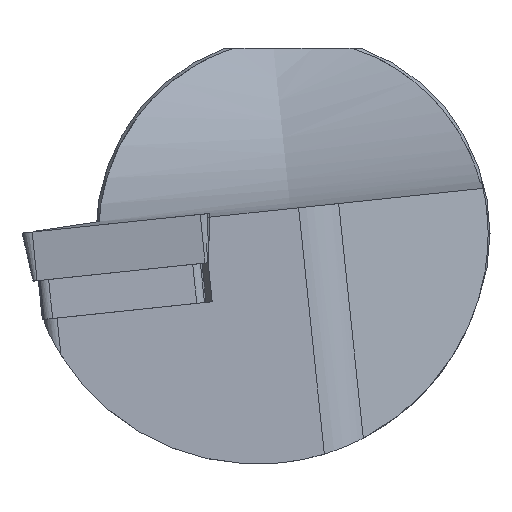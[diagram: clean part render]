
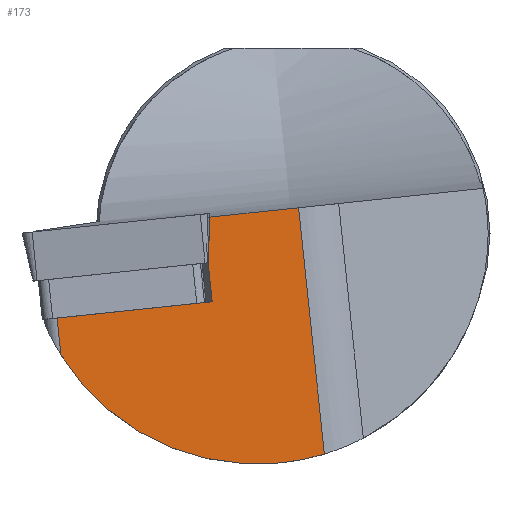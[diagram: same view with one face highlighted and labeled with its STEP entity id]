
A CAD part, left-side view. The second image highlights one B-rep face of the part: STEP entity #173.
In plain terms, the highlighted planar face has unit normal (-0.999, -0.052, 0.005).
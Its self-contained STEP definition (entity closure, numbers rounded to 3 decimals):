
#132=ELLIPSE('',#822,18.775,18.75);
#148=B_SPLINE_CURVE_WITH_KNOTS('',3,(#1220,#1221,#1222,#1223,#1224,#1225,
#1226),.UNSPECIFIED.,.F.,.F.,(4,3,4),(0.,0.977,1.),
 .UNSPECIFIED.);
#173=ADVANCED_FACE('',(#234),#204,.F.);
#204=PLANE('',#823);
#234=FACE_OUTER_BOUND('',#275,.T.);
#275=EDGE_LOOP('',(#489,#490,#491,#492,#493,#494,#495,#496));
#304=LINE('',#1063,#355);
#319=LINE('',#1573,#370);
#320=LINE('',#1580,#371);
#321=LINE('',#1583,#372);
#322=LINE('',#1586,#373);
#323=LINE('',#1587,#374);
#355=VECTOR('',#872,1.);
#370=VECTOR('',#939,1.);
#371=VECTOR('',#942,1.);
#372=VECTOR('',#943,1.);
#373=VECTOR('',#946,1.);
#374=VECTOR('',#947,1.);
#489=ORIENTED_EDGE('',*,*,#724,.T.);
#490=ORIENTED_EDGE('',*,*,#725,.F.);
#491=ORIENTED_EDGE('',*,*,#726,.T.);
#492=ORIENTED_EDGE('',*,*,#722,.T.);
#493=ORIENTED_EDGE('',*,*,#713,.T.);
#494=ORIENTED_EDGE('',*,*,#727,.T.);
#495=ORIENTED_EDGE('',*,*,#675,.T.);
#496=ORIENTED_EDGE('',*,*,#728,.T.);
#608=VERTEX_POINT('',#1062);
#609=VERTEX_POINT('',#1064);
#635=VERTEX_POINT('',#1218);
#637=VERTEX_POINT('',#1227);
#643=VERTEX_POINT('',#1574);
#644=VERTEX_POINT('',#1581);
#645=VERTEX_POINT('',#1582);
#646=VERTEX_POINT('',#1584);
#675=EDGE_CURVE('',#609,#608,#304,.T.);
#713=EDGE_CURVE('',#637,#635,#148,.T.);
#722=EDGE_CURVE('',#643,#637,#319,.T.);
#724=EDGE_CURVE('',#644,#645,#320,.T.);
#725=EDGE_CURVE('',#646,#645,#321,.T.);
#726=EDGE_CURVE('',#646,#643,#132,.T.);
#727=EDGE_CURVE('',#635,#609,#322,.T.);
#728=EDGE_CURVE('',#608,#644,#323,.T.);
#822=AXIS2_PLACEMENT_3D('',#1585,#944,#945);
#823=AXIS2_PLACEMENT_3D('',#1588,#948,#949);
#872=DIRECTION('',(0.,-0.105,-0.995));
#939=DIRECTION('',(0.,0.105,0.995));
#942=DIRECTION('',(-0.052,0.993,-0.104));
#943=DIRECTION('',(0.,0.105,0.995));
#944=DIRECTION('',(-0.999,-0.052,0.005));
#945=DIRECTION('',(-0.052,0.993,-0.104));
#946=DIRECTION('',(-0.007,0.036,-0.999));
#947=DIRECTION('',(-0.052,0.993,-0.104));
#948=DIRECTION('',(0.999,0.052,-0.005));
#949=DIRECTION('',(0.052,-0.999,0.));
#1062=CARTESIAN_POINT('',(2.093,6.55,-5.57));
#1063=CARTESIAN_POINT('',(2.093,9.643,23.852));
#1064=CARTESIAN_POINT('',(2.093,7.074,-0.585));
#1218=CARTESIAN_POINT('',(2.106,7.008,1.27));
#1220=CARTESIAN_POINT('',(2.497,-0.457,2.054));
#1221=CARTESIAN_POINT('',(2.37,1.974,1.799));
#1222=CARTESIAN_POINT('',(2.243,4.406,1.543));
#1223=CARTESIAN_POINT('',(2.115,6.837,1.288));
#1224=CARTESIAN_POINT('',(2.112,6.894,1.282));
#1225=CARTESIAN_POINT('',(2.109,6.951,1.276));
#1226=CARTESIAN_POINT('',(2.106,7.008,1.27));
#1227=CARTESIAN_POINT('',(2.497,-0.457,2.054));
#1573=CARTESIAN_POINT('',(2.497,36.489,353.579));
#1574=CARTESIAN_POINT('',(2.497,-2.559,-17.938));
#1580=CARTESIAN_POINT('',(2.497,-1.173,-4.758));
#1581=CARTESIAN_POINT('',(2.054,7.286,-5.647));
#1582=CARTESIAN_POINT('',(1.433,19.145,-6.894));
#1583=CARTESIAN_POINT('',(1.433,56.808,351.444));
#1584=CARTESIAN_POINT('',(1.433,18.83,-9.889));
#1585=CARTESIAN_POINT('',(2.312,2.9,0.));
#1586=CARTESIAN_POINT('',(2.072,7.175,-3.402));
#1587=CARTESIAN_POINT('',(2.497,-1.173,-4.758));
#1588=CARTESIAN_POINT('',(2.497,36.489,353.579));
